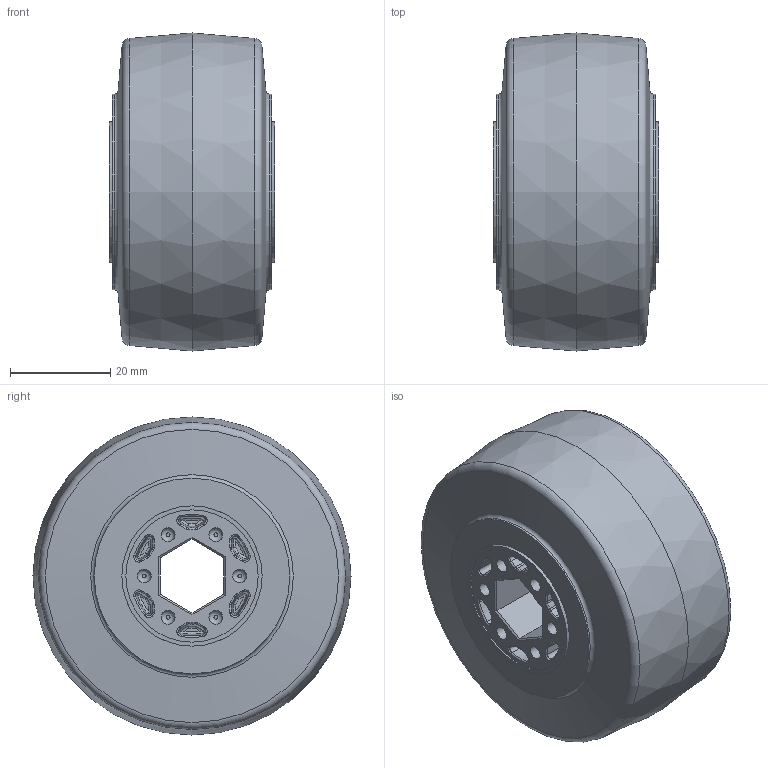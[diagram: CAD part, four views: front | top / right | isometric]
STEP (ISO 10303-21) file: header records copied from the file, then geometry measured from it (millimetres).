
FILE_DESCRIPTION(/* description */ ('STEP AP203'),/* implementation_level */ '2;1');
FILE_NAME(/* name */ 'Coulson 2.5in.ipt.step',/* time_stamp */ '2020-04-16T23:22:48-04:00',/* author */ ('IFMI-VEX04'),/* organization */ (''),/* preprocessor_version */ 'ST-DEVELOPER v17',/* originating_system */ 'Autodesk Inventor 2019',/* authorisation */ '');
FILE_SCHEMA (('AUTOMOTIVE_DESIGN { 1 0 10303 214 3 1 1 }'));
Length unit declared in the file: millimetre
Products named in the file (1): Coulson 2.5in
Bounding box: 33.1 x 63.5 x 63.5 mm (x, y, z)
Volume: 84168.7 mm3; surface area: 16126.5 mm2
Topology: 1 solids, 1 shells, 338 faces, 828 edges, 508 vertices
Faces by surface type: bspline 120, plane 72, cylinder 62, torus 52, cone 32
Full cylindrical faces by diameter (mm): 2.75 x12, 39.065 x2
Entity records: 19813 total; most frequent: CARTESIAN_POINT 12477, ORIENTED_EDGE 1632, DIRECTION 1375, EDGE_CURVE 816, AXIS2_PLACEMENT_3D 563, VERTEX_POINT 508, EDGE_LOOP 368, FACE_OUTER_BOUND 338
